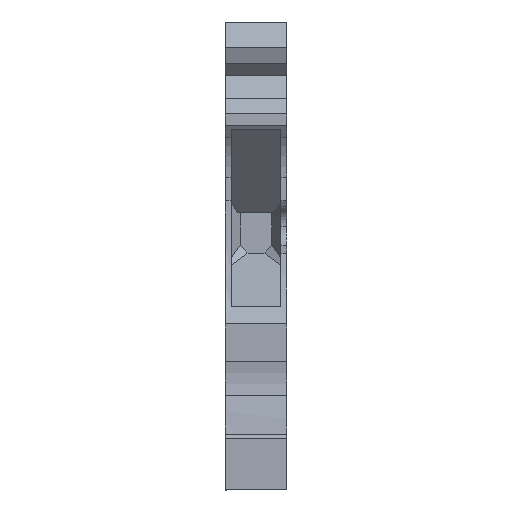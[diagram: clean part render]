
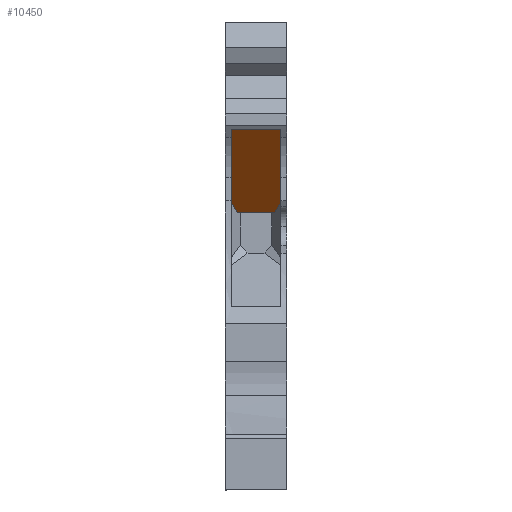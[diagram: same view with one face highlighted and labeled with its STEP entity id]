
A CAD part, front view. The second image highlights one B-rep face of the part: STEP entity #10450.
In plain terms, the highlighted face is planar.
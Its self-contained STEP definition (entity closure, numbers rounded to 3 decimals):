
#9190=CARTESIAN_POINT('',(16.758,11.359,
-0.25));
#9200=VERTEX_POINT('',#9190);
#9230=CARTESIAN_POINT('',(0.616,27.878,
-0.25));
#9240=DIRECTION('',(-0.699,0.715,
0.));
#9250=VECTOR('',#9240,1.);
#9260=LINE('',#9230,#9250);
#9270=CARTESIAN_POINT('',(9.627,18.657,
-0.25));
#9280=VERTEX_POINT('',#9270);
#9290=EDGE_CURVE('',#9200,#9280,#9260,.T.);
#9990=CARTESIAN_POINT('',(17.474,10.627,
0.965));
#10000=DIRECTION('',(0.715,0.699,
0.));
#10010=DIRECTION('',(-0.699,0.715,
0.));
#10020=AXIS2_PLACEMENT_3D('',#9990,#10000,#10010);
#10030=PLANE('',#10020);
#10040=ORIENTED_EDGE('',*,*,#9290,.T.);
#10050=CARTESIAN_POINT('',(3.11,25.326,
7.63));
#10060=DIRECTION('',(0.648,-0.663,
-0.374));
#10070=VECTOR('',#10060,1.);
#10080=LINE('',#10050,#10070);
#10090=CARTESIAN_POINT('',(17.811,10.282,
-0.858));
#10100=VERTEX_POINT('',#10090);
#10110=EDGE_CURVE('',#9200,#10100,#10080,.T.);
#10120=ORIENTED_EDGE('',*,*,#10110,.F.);
#10130=CARTESIAN_POINT('',(17.811,10.282,
0.));
#10140=DIRECTION('',(0.,0.,1.));
#10150=VECTOR('',#10140,1.);
#10160=LINE('',#10130,#10150);
#10170=CARTESIAN_POINT('',(17.811,10.282,
-4.592));
#10180=VERTEX_POINT('',#10170);
#10190=EDGE_CURVE('',#10180,#10100,#10160,.T.);
#10200=ORIENTED_EDGE('',*,*,#10190,.T.);
#10210=CARTESIAN_POINT('',(3.11,25.326,
-13.08));
#10220=DIRECTION('',(0.648,-0.663,
0.374));
#10230=VECTOR('',#10220,1.);
#10240=LINE('',#10210,#10230);
#10250=CARTESIAN_POINT('',(16.758,11.359,
-5.2));
#10260=VERTEX_POINT('',#10250);
#10270=EDGE_CURVE('',#10260,#10180,#10240,.T.);
#10280=ORIENTED_EDGE('',*,*,#10270,.T.);
#10290=CARTESIAN_POINT('',(0.616,27.878,
-5.2));
#10300=DIRECTION('',(0.699,-0.715,
0.));
#10310=VECTOR('',#10300,1.);
#10320=LINE('',#10290,#10310);
#10330=CARTESIAN_POINT('',(9.627,18.657,
-5.2));
#10340=VERTEX_POINT('',#10330);
#10350=EDGE_CURVE('',#10340,#10260,#10320,.T.);
#10360=ORIENTED_EDGE('',*,*,#10350,.T.);
#10370=CARTESIAN_POINT('',(9.627,18.657,
-5.8));
#10380=DIRECTION('',(0.,0.,-1.));
#10390=VECTOR('',#10380,1.);
#10400=LINE('',#10370,#10390);
#10410=EDGE_CURVE('',#9280,#10340,#10400,.T.);
#10420=ORIENTED_EDGE('',*,*,#10410,.T.);
#10430=EDGE_LOOP('',(#10420,#10360,#10280,#10200,#10120,#10040));
#10440=FACE_OUTER_BOUND('',#10430,.T.);
#10450=ADVANCED_FACE('',(#10440),#10030,.F.);
